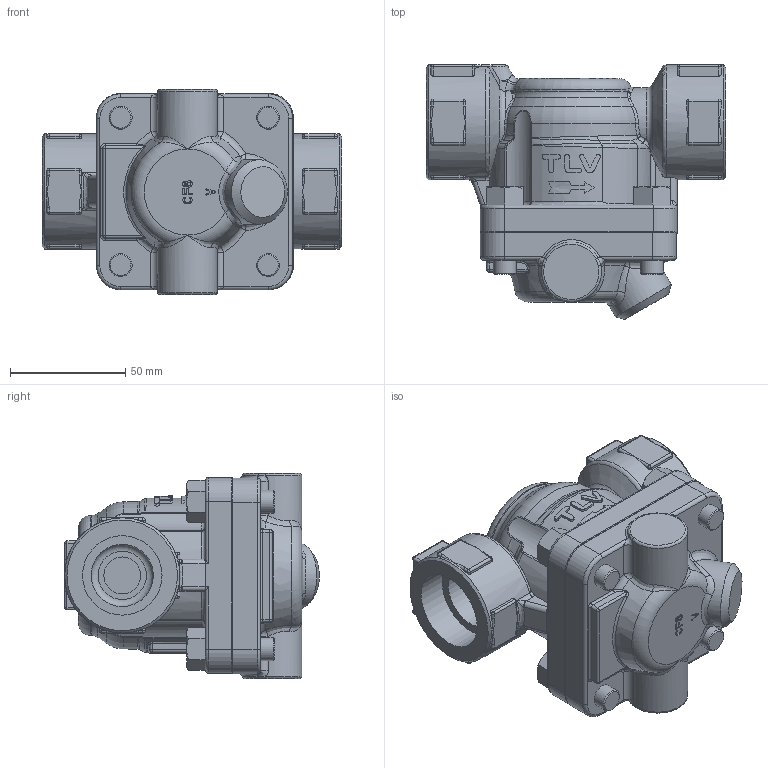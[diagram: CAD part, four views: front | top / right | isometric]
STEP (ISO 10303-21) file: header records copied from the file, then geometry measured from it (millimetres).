
FILE_DESCRIPTION(/* description */ (''),/* implementation_level */ '2;1');
FILE_NAME(/* name */ 'svgm2-025-sw000-00.stp',/* time_stamp */ '2026-01-21T08:52:20+09:00',/* author */ ('shibuya'),/* organization */ (''),/* preprocessor_version */ 'ST-DEVELOPER v20',/* originating_system */ 'Autodesk Inventor 2025',/* authorisation */ '');
FILE_SCHEMA (('AUTOMOTIVE_DESIGN { 1 0 10303 214 3 1 1 }'));
Length unit declared in the file: millimetre
Products named in the file (1): 25A_SW_SS1VG_A-M2_ASSY
Bounding box: 130 x 110.54 x 89 mm (x, y, z)
Volume: 505794.9 mm3; surface area: 61797.5 mm2
Topology: 1 solids, 5 shells, 824 faces, 2031 edges, 1192 vertices
Faces by surface type: plane 271, cylinder 242, bspline 166, torus 56, cone 47, sphere 42
Full cylindrical faces by diameter (mm): 10 x8, 11 x4, 16 x1, 23 x1, 27 x2, 28 x1, 34.5 x2, 50 x2
Entity records: 30794 total; most frequent: CARTESIAN_POINT 12592, ORIENTED_EDGE 3964, DIRECTION 3584, EDGE_CURVE 1982, AXIS2_PLACEMENT_3D 1414, VERTEX_POINT 1192, EDGE_LOOP 856, FACE_OUTER_BOUND 824
